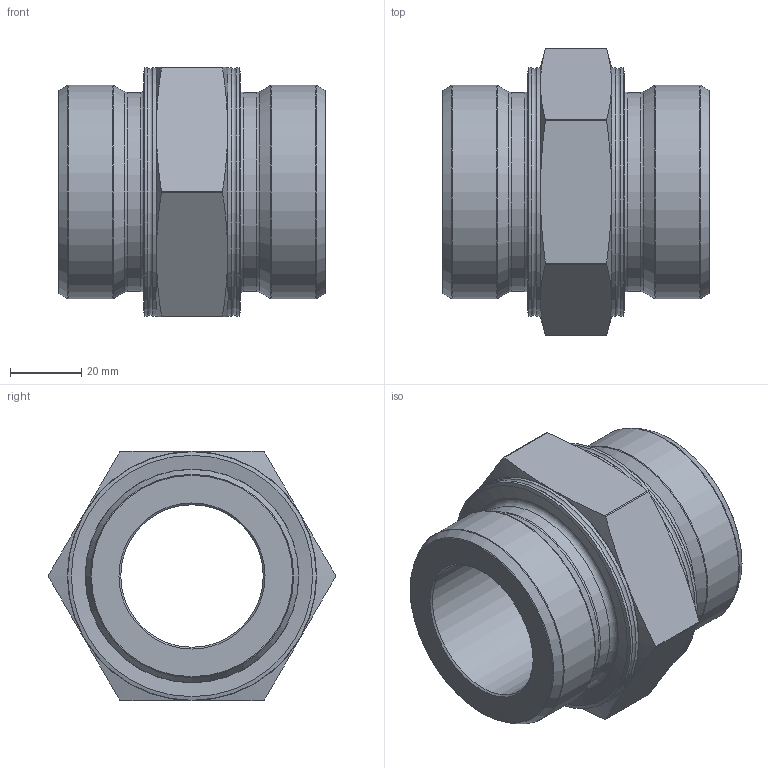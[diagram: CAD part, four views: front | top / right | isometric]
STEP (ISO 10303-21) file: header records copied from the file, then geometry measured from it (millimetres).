
FILE_DESCRIPTION(/* description */ (''),/* implementation_level */ '2;1');
FILE_NAME(/* name */ 'DNM50.stp',/* time_stamp */ '2025-01-07T08:38:06+01:00',/* author */ (''),/* organization */ (''),/* preprocessor_version */ 'ST-DEVELOPER v16',/* originating_system */ 'SIEMENS PLM Software NX 10.0',/* authorisation */ '');
FILE_SCHEMA (('CONFIG_CONTROL_DESIGN'));
Length unit declared in the file: millimetre
Products named in the file (1): X-DNM50
Bounding box: 75 x 80.72 x 70 mm (x, y, z)
Volume: 145883.2 mm3; surface area: 30841.7 mm2
Topology: 1 solids, 1 shells, 59 faces, 130 edges, 75 vertices
Faces by surface type: cone 22, cylinder 15, torus 12, plane 10
Full cylindrical faces by diameter (mm): 40 x1, 55.9 x2, 60 x2, 69.8 x4
Entity records: 1622 total; most frequent: CARTESIAN_POINT 440, DIRECTION 224, ORIENTED_EDGE 188, AXIS2_PLACEMENT_3D 106, EDGE_LOOP 94, EDGE_CURVE 94, FACE_BOUND 70, VERTEX_POINT 70
